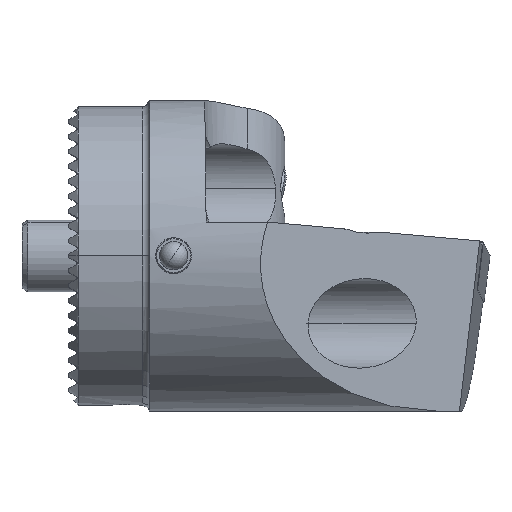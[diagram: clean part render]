
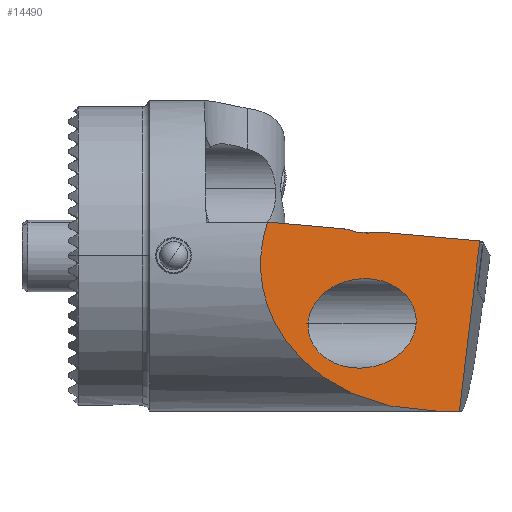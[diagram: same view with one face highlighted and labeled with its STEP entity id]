
A CAD part, top view. The second image highlights one B-rep face of the part: STEP entity #14490.
In plain terms, the highlighted planar face has unit normal (0.638, -0.042, 0.769).
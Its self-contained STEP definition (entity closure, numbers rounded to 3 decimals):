
#32 = EDGE_CURVE ( 'NONE', #455, #2461, #8230, .T. ) ;
#33 = LINE ( 'NONE', #3248, #4829 ) ;
#367 =( BOUNDED_CURVE ( )  B_SPLINE_CURVE ( 3, ( #15545, #5558, #4195, #4231 ),
 .UNSPECIFIED., .F., .T. ) 
 B_SPLINE_CURVE_WITH_KNOTS ( ( 4, 4 ),
 ( 6.229, 9.371 ),
 .UNSPECIFIED. ) 
 CURVE ( )  GEOMETRIC_REPRESENTATION_ITEM ( )  RATIONAL_B_SPLINE_CURVE ( ( 1., 0.333, 0.333, 1. ) ) 
 REPRESENTATION_ITEM ( '' )  );
#455 = VERTEX_POINT ( 'NONE', #12547 ) ;
#596 = VECTOR ( 'NONE', #10133, 1000. ) ;
#965 = CARTESIAN_POINT ( 'NONE',  ( 30.624, -13., 0. ) ) ;
#1097 = ORIENTED_EDGE ( 'NONE', *, *, #4414, .T. ) ;
#1205 = CARTESIAN_POINT ( 'NONE',  ( 33.76, -13., -2.602 ) ) ;
#1214 = CARTESIAN_POINT ( 'NONE',  ( 36.783, 1.028, -4.349 ) ) ;
#1318 = CARTESIAN_POINT ( 'NONE',  ( 36.783, 1.028, -4.349 ) ) ;
#1394 = EDGE_CURVE ( 'NONE', #13193, #15555, #6605, .T. ) ;
#2427 = DIRECTION ( 'NONE',  ( -0.638, 0.042, -0.769 ) ) ;
#2461 = VERTEX_POINT ( 'NONE', #2482 ) ;
#2482 = CARTESIAN_POINT ( 'NONE',  ( 28.806, -5.657, 1.907 ) ) ;
#2903 = ORIENTED_EDGE ( 'NONE', *, *, #8585, .F. ) ;
#3150 =( BOUNDED_CURVE ( )  B_SPLINE_CURVE ( 3, ( #8184, #8302, #10705, #13266 ),
 .UNSPECIFIED., .F., .F. ) 
 B_SPLINE_CURVE_WITH_KNOTS ( ( 4, 4 ),
 ( 1.625, 3.414 ),
 .UNSPECIFIED. ) 
 CURVE ( )  GEOMETRIC_REPRESENTATION_ITEM ( )  RATIONAL_B_SPLINE_CURVE ( ( 1., 0.751, 0.751, 1. ) ) 
 REPRESENTATION_ITEM ( '' )  );
#3248 = CARTESIAN_POINT ( 'NONE',  ( 34.14, 1.26, -2.143 ) ) ;
#3313 = VERTEX_POINT ( 'NONE', #5676 ) ;
#3849 = CARTESIAN_POINT ( 'NONE',  ( 19.277, -13.157, 9.407 ) ) ;
#4195 = CARTESIAN_POINT ( 'NONE',  ( 20.258, 1.843, 9.407 ) ) ;
#4231 = CARTESIAN_POINT ( 'NONE',  ( 19.767, -5.657, 9.407 ) ) ;
#4414 = EDGE_CURVE ( 'NONE', #13193, #3313, #33, .T. ) ;
#4829 = VECTOR ( 'NONE', #5742, 1000. ) ;
#4952 = CARTESIAN_POINT ( 'NONE',  ( 34.14, 1.26, -2.143 ) ) ;
#5240 = CARTESIAN_POINT ( 'NONE',  ( 24.786, 1.819, 5.649 ) ) ;
#5558 = CARTESIAN_POINT ( 'NONE',  ( 29.297, 1.843, 1.907 ) ) ;
#5561 = DIRECTION ( 'NONE',  ( -0.766, 0.067, 0.639 ) ) ;
#5676 = CARTESIAN_POINT ( 'NONE',  ( 34.14, 1.26, -2.143 ) ) ;
#5742 = DIRECTION ( 'NONE',  ( 0.119, 0.992, -0.045 ) ) ;
#5780 =( BOUNDED_CURVE ( )  B_SPLINE_CURVE ( 3, ( #12744, #6490, #5240, #13955 ),
 .UNSPECIFIED., .F., .T. ) 
 B_SPLINE_CURVE_WITH_KNOTS ( ( 4, 4 ),
 ( 4.232, 4.875 ),
 .UNSPECIFIED. ) 
 CURVE ( )  GEOMETRIC_REPRESENTATION_ITEM ( )  RATIONAL_B_SPLINE_CURVE ( ( 1., 0.966, 0.966, 1. ) ) 
 REPRESENTATION_ITEM ( '' )  );
#6371 = EDGE_CURVE ( 'NONE', #3313, #11637, #15841, .T. ) ;
#6490 = CARTESIAN_POINT ( 'NONE',  ( 23.81, 1.904, 6.463 ) ) ;
#6605 = LINE ( 'NONE', #1205, #9377 ) ;
#6645 = CARTESIAN_POINT ( 'NONE',  ( 22.934, 2.243, 7.208 ) ) ;
#6660 = ORIENTED_EDGE ( 'NONE', *, *, #32, .F. ) ;
#8184 = CARTESIAN_POINT ( 'NONE',  ( 30.624, -13., 0. ) ) ;
#8230 =( BOUNDED_CURVE ( )  B_SPLINE_CURVE ( 3, ( #10355, #3849, #12861, #10256 ),
 .UNSPECIFIED., .F., .T. ) 
 B_SPLINE_CURVE_WITH_KNOTS ( ( 4, 4 ),
 ( 3.087, 6.229 ),
 .UNSPECIFIED. ) 
 CURVE ( )  GEOMETRIC_REPRESENTATION_ITEM ( )  RATIONAL_B_SPLINE_CURVE ( ( 1., 0.333, 0.333, 1. ) ) 
 REPRESENTATION_ITEM ( '' )  );
#8302 = CARTESIAN_POINT ( 'NONE',  ( 19.769, -13., 9.007 ) ) ;
#8585 = EDGE_CURVE ( 'NONE', #15555, #9414, #3150, .T. ) ;
#9377 = VECTOR ( 'NONE', #12333, 1000. ) ;
#9414 = VERTEX_POINT ( 'NONE', #10807 ) ;
#9629 = ORIENTED_EDGE ( 'NONE', *, *, #12704, .F. ) ;
#9975 = VERTEX_POINT ( 'NONE', #6645 ) ;
#10053 = ORIENTED_EDGE ( 'NONE', *, *, #14257, .F. ) ;
#10133 = DIRECTION ( 'NONE',  ( -0.766, 0.067, 0.639 ) ) ;
#10256 = CARTESIAN_POINT ( 'NONE',  ( 28.806, -5.657, 1.907 ) ) ;
#10355 = CARTESIAN_POINT ( 'NONE',  ( 19.767, -5.657, 9.407 ) ) ;
#10705 = CARTESIAN_POINT ( 'NONE',  ( 13.435, -5.974, 14.644 ) ) ;
#10807 = CARTESIAN_POINT ( 'NONE',  ( 16.364, 2.819, 12.691 ) ) ;
#10907 = CARTESIAN_POINT ( 'NONE',  ( 25.76, 1.995, 4.849 ) ) ;
#11637 = VERTEX_POINT ( 'NONE', #10907 ) ;
#12004 = ORIENTED_EDGE ( 'NONE', *, *, #6371, .T. ) ;
#12333 = DIRECTION ( 'NONE',  ( -0.77, 0., 0.639 ) ) ;
#12400 = EDGE_CURVE ( 'NONE', #9975, #9414, #15919, .T. ) ;
#12547 = CARTESIAN_POINT ( 'NONE',  ( 19.767, -5.657, 9.407 ) ) ;
#12678 = PLANE ( 'NONE',  #15472 ) ;
#12704 = EDGE_CURVE ( 'NONE', #9975, #11637, #5780, .T. ) ;
#12732 = FACE_BOUND ( 'NONE', #15690, .T. ) ;
#12744 = CARTESIAN_POINT ( 'NONE',  ( 22.934, 2.243, 7.208 ) ) ;
#12861 = CARTESIAN_POINT ( 'NONE',  ( 28.316, -13.157, 1.907 ) ) ;
#12899 = CARTESIAN_POINT ( 'NONE',  ( 32.433, -13., -1.501 ) ) ;
#13116 = FACE_OUTER_BOUND ( 'NONE', #14982, .T. ) ;
#13193 = VERTEX_POINT ( 'NONE', #12899 ) ;
#13266 = CARTESIAN_POINT ( 'NONE',  ( 16.364, 2.819, 12.691 ) ) ;
#13939 = DIRECTION ( 'NONE',  ( -0.77, 0., 0.639 ) ) ;
#13955 = CARTESIAN_POINT ( 'NONE',  ( 25.76, 1.995, 4.849 ) ) ;
#14257 = EDGE_CURVE ( 'NONE', #2461, #455, #367, .T. ) ;
#14490 = ADVANCED_FACE ( 'NONE', ( #12732, #13116 ), #12678, .F. ) ;
#14940 = VECTOR ( 'NONE', #5561, 1000. ) ;
#14982 = EDGE_LOOP ( 'NONE', ( #2903, #15375, #1097, #12004, #9629, #15780 ) ) ;
#15375 = ORIENTED_EDGE ( 'NONE', *, *, #1394, .F. ) ;
#15472 = AXIS2_PLACEMENT_3D ( 'NONE', #4952, #2427, #13939 ) ;
#15545 = CARTESIAN_POINT ( 'NONE',  ( 28.806, -5.657, 1.907 ) ) ;
#15555 = VERTEX_POINT ( 'NONE', #965 ) ;
#15690 = EDGE_LOOP ( 'NONE', ( #10053, #6660 ) ) ;
#15780 = ORIENTED_EDGE ( 'NONE', *, *, #12400, .T. ) ;
#15841 = LINE ( 'NONE', #1318, #596 ) ;
#15919 = LINE ( 'NONE', #1214, #14940 ) ;
